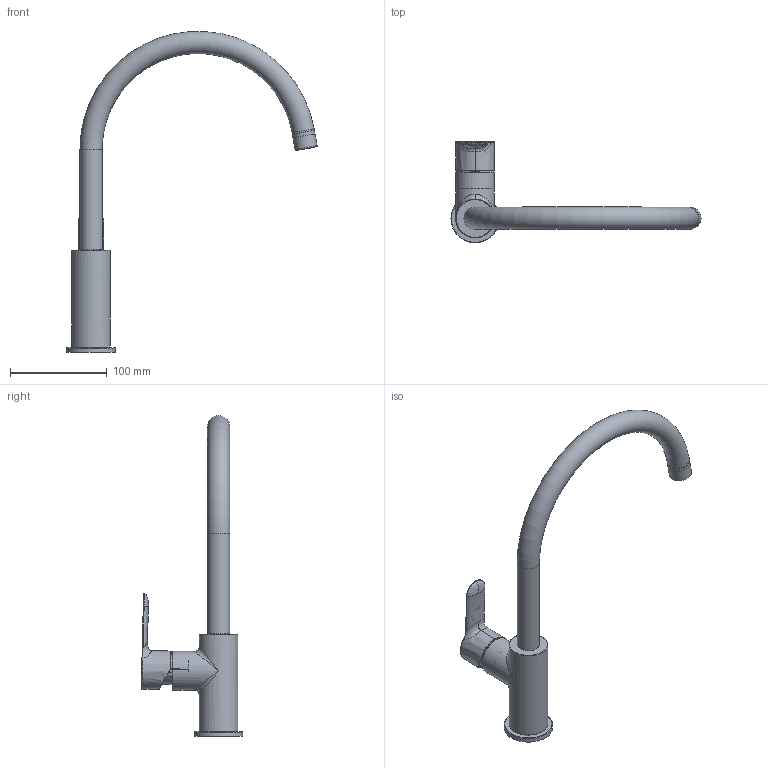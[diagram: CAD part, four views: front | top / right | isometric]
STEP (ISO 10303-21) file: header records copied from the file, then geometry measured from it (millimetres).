
FILE_DESCRIPTION(/* description */ ('Unknown'),/* implementation_level */ '2;1');
FILE_NAME(/* name */ '31367000',/* time_stamp */ '2022-09-08T10:36:08+02:00',/* author */ ('Unknown'),/* organization */ ('GROHE AG'),/* preprocessor_version */ 'ST-DEVELOPER v16.7',/* originating_system */ 'DEX',/* authorisation */ $);
FILE_SCHEMA (('AUTOMOTIVE_DESIGN {1 0 10303 214 3 1 1}'));
Length unit declared in the file: millimetre
Products named in the file (6): 31367000; 62301-03-00; 62302-41-00; 62309-02-01; 62311-01-A0; 62311-12-00
Assembly tree (5 placements, depth 2):
  31367000
    62301-03-00
    62302-41-00
    62309-02-01
    62311-01-A0
    62311-12-00
Bounding box: 258.78 x 105 x 332.02 mm (x, y, z)
Surface area: 66650.4 mm2 (no closed solid volume)
Topology: 0 solids, 7 shells, 138 faces, 590 edges, 419 vertices
Faces by surface type: plane 76, bspline 30, cylinder 21, torus 9, cone 2
Full cylindrical faces by diameter (mm): 4.3 x1, 5.5 x1, 10.5 x1, 12.5 x1, 18 x1, 23 x2, 23.15 x1, 39.797 x1, 40 x2, 50 x1
Entity records: 9672 total; most frequent: CARTESIAN_POINT 4593, DIRECTION 922, ORIENTED_EDGE 781, EDGE_CURVE 555, VERTEX_POINT 406, AXIS2_PLACEMENT_3D 340, LINE 242, VECTOR 242
